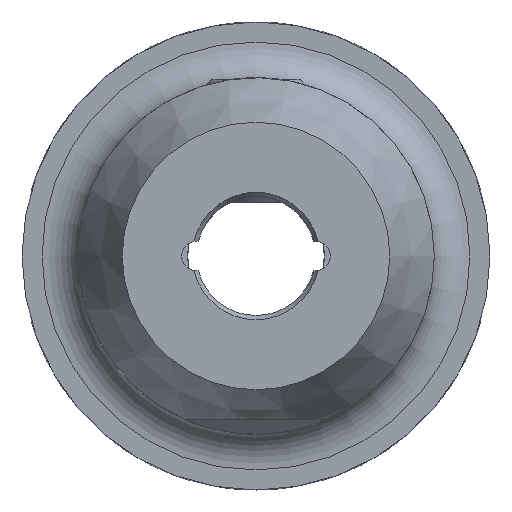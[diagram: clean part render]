
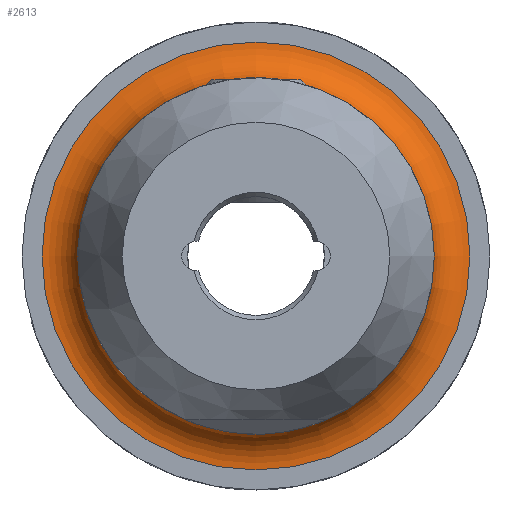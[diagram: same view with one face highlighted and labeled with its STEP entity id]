
A CAD part, left-side view. The second image highlights one B-rep face of the part: STEP entity #2613.
In plain terms, the highlighted toroidal (fillet/blend) face has major radius 28.8 mm and minor radius 5 mm.
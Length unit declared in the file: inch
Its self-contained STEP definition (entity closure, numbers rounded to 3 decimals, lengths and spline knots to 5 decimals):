
#17=TOROIDAL_SURFACE('',#2901,1.13386,0.19685);
#364=FACE_OUTER_BOUND('',#521,.T.);
#521=EDGE_LOOP('',(#2265,#2266,#2267,#2268,#2269,#2270,#2271));
#656=CIRCLE('',#2898,0.93701);
#657=CIRCLE('',#2899,0.93701);
#658=CIRCLE('',#2900,0.93701);
#659=CIRCLE('',#2902,0.19685);
#660=CIRCLE('',#2903,1.13386);
#661=CIRCLE('',#2904,1.13386);
#1153=VERTEX_POINT('',#5750);
#1154=VERTEX_POINT('',#5751);
#1155=VERTEX_POINT('',#5753);
#1156=VERTEX_POINT('',#5758);
#1157=VERTEX_POINT('',#5760);
#1525=EDGE_CURVE('',#1153,#1154,#656,.T.);
#1526=EDGE_CURVE('',#1155,#1153,#657,.T.);
#1528=EDGE_CURVE('',#1154,#1155,#658,.T.);
#1529=EDGE_CURVE('',#1154,#1156,#659,.T.);
#1530=EDGE_CURVE('',#1157,#1156,#660,.T.);
#1531=EDGE_CURVE('',#1156,#1157,#661,.T.);
#2265=ORIENTED_EDGE('',*,*,#1525,.T.);
#2266=ORIENTED_EDGE('',*,*,#1529,.T.);
#2267=ORIENTED_EDGE('',*,*,#1530,.F.);
#2268=ORIENTED_EDGE('',*,*,#1531,.F.);
#2269=ORIENTED_EDGE('',*,*,#1529,.F.);
#2270=ORIENTED_EDGE('',*,*,#1528,.T.);
#2271=ORIENTED_EDGE('',*,*,#1526,.T.);
#2613=ADVANCED_FACE('',(#364),#17,.F.);
#2898=AXIS2_PLACEMENT_3D('',#5752,#3553,#3554);
#2899=AXIS2_PLACEMENT_3D('',#5754,#3555,#3556);
#2900=AXIS2_PLACEMENT_3D('',#5756,#3558,#3559);
#2901=AXIS2_PLACEMENT_3D('',#5757,#3560,#3561);
#2902=AXIS2_PLACEMENT_3D('',#5759,#3562,#3563);
#2903=AXIS2_PLACEMENT_3D('',#5761,#3564,#3565);
#2904=AXIS2_PLACEMENT_3D('',#5762,#3566,#3567);
#3553=DIRECTION('center_axis',(1.,0.,0.));
#3554=DIRECTION('ref_axis',(0.,1.,0.));
#3555=DIRECTION('center_axis',(1.,0.,0.));
#3556=DIRECTION('ref_axis',(0.,1.,0.));
#3558=DIRECTION('center_axis',(1.,0.,0.));
#3559=DIRECTION('ref_axis',(0.,1.,0.));
#3560=DIRECTION('center_axis',(1.,0.,0.));
#3561=DIRECTION('ref_axis',(0.,0.,-1.));
#3562=DIRECTION('center_axis',(0.,-1.,0.));
#3563=DIRECTION('ref_axis',(0.,0.,1.));
#3564=DIRECTION('center_axis',(1.,0.,0.));
#3565=DIRECTION('ref_axis',(0.,1.,0.));
#3566=DIRECTION('center_axis',(1.,0.,0.));
#3567=DIRECTION('ref_axis',(0.,1.,0.));
#5750=CARTESIAN_POINT('',(-1.06299,0.93701,0.));
#5751=CARTESIAN_POINT('',(-1.06299,0.,0.93701));
#5752=CARTESIAN_POINT('Origin',(-1.06299,0.,
0.));
#5753=CARTESIAN_POINT('',(-1.06299,-0.93701,0.));
#5754=CARTESIAN_POINT('Origin',(-1.06299,0.,
0.));
#5756=CARTESIAN_POINT('Origin',(-1.06299,0.,
0.));
#5757=CARTESIAN_POINT('Origin',(-1.06299,0.,
0.));
#5758=CARTESIAN_POINT('',(-0.86614,0.,1.13386));
#5759=CARTESIAN_POINT('Origin',(-1.06299,0.,
1.13386));
#5760=CARTESIAN_POINT('',(-0.86614,1.13386,0.));
#5761=CARTESIAN_POINT('Origin',(-0.86614,0.,
0.));
#5762=CARTESIAN_POINT('Origin',(-0.86614,0.,
0.));
